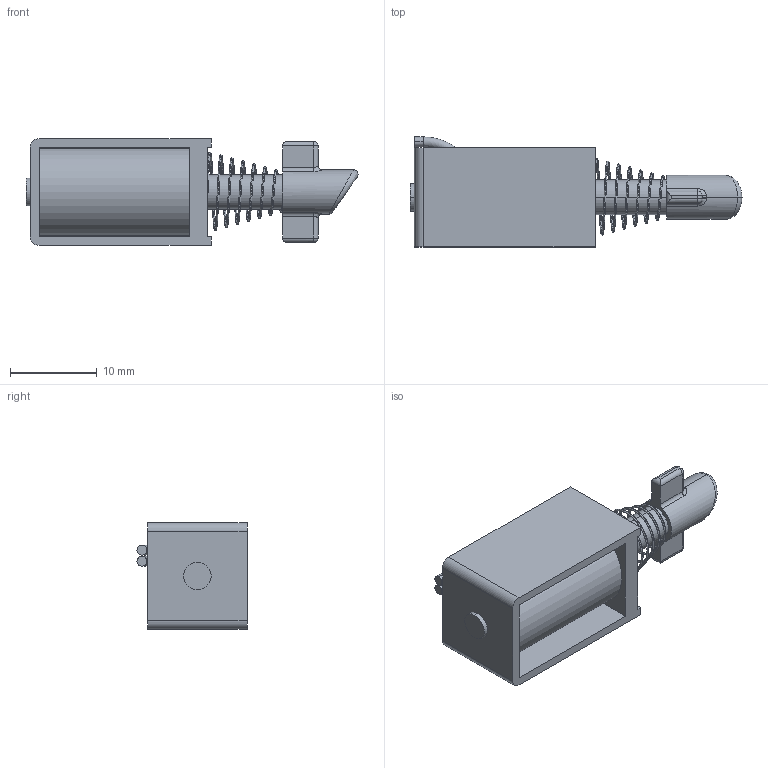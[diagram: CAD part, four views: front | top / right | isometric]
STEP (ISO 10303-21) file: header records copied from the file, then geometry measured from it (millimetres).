
FILE_DESCRIPTION (( 'STEP AP214' ), '1' );
FILE_NAME ('4V-6V Linear Solenoid.STEP', '2017-12-16T14:20:54', ( '' ), ( '' ), 'SwSTEP 2.0', 'SolidWorks 2013', '' );
FILE_SCHEMA (( 'AUTOMOTIVE_DESIGN' ));
Length unit declared in the file: inch
Products named in the file (3): 4V-6V Linear Solenoid; Solenoid A Body; Solenoid A Shaft PLastic Tip Wide
Assembly tree (2 placements, depth 2):
  4V-6V Linear Solenoid
    Solenoid A Body
    Solenoid A Shaft PLastic Tip Wide
Bounding box: 38.19 x 12.66 x 12.29 mm (x, y, z)
Volume: 2415.9 mm3; surface area: 2594.5 mm2
Topology: 3 solids, 3 shells, 94 faces, 218 edges, 133 vertices
Faces by surface type: plane 41, cylinder 32, bspline 8, torus 7, sphere 4, cone 2
Entity records: 7345 total; most frequent: CARTESIAN_POINT 4936, DIRECTION 453, ORIENTED_EDGE 428, EDGE_CURVE 214, AXIS2_PLACEMENT_3D 172, VERTEX_POINT 133, VECTOR 109, LINE 109
